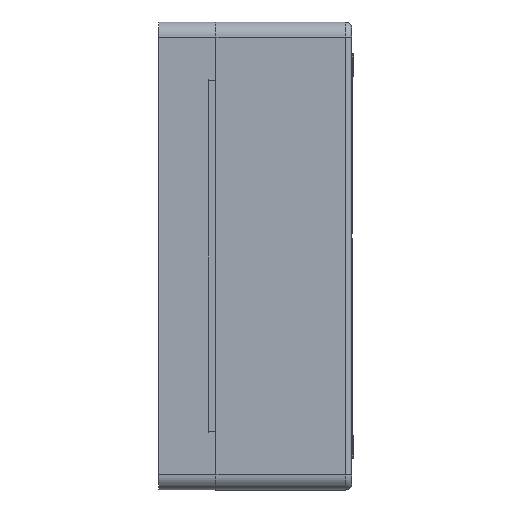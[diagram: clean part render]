
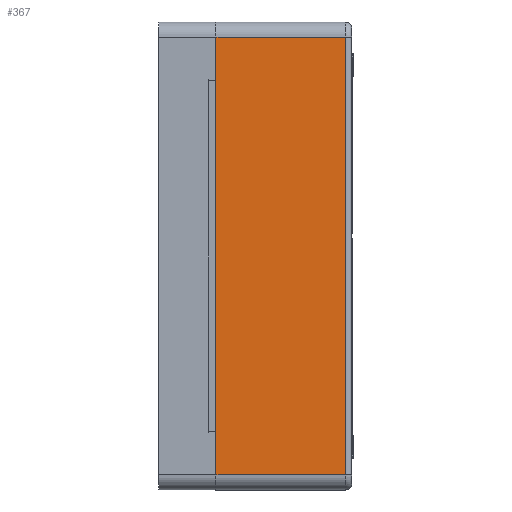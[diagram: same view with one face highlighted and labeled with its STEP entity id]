
A CAD part, left-side view. The second image highlights one B-rep face of the part: STEP entity #367.
In plain terms, the highlighted planar face has unit normal (-1, 0, 0).
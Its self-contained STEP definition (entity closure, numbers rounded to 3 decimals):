
#315 = DIRECTION ( 'NONE',  ( 0., 0., 1. ) ) ;
#367 = ADVANCED_FACE ( 'NONE', ( #66558 ), #59109, .T. ) ;
#4139 = DIRECTION ( 'NONE',  ( -1., 0., 0. ) ) ;
#4182 = EDGE_CURVE ( 'NONE', #47864, #5415, #11453, .T. ) ;
#4632 = CARTESIAN_POINT ( 'NONE',  ( -300., -90., 145. ) ) ;
#5415 = VERTEX_POINT ( 'NONE', #8623 ) ;
#7183 = DIRECTION ( 'NONE',  ( 0., -1., 0. ) ) ;
#8623 = CARTESIAN_POINT ( 'NONE',  ( -300., -86., -145. ) ) ;
#11177 = EDGE_CURVE ( 'NONE', #5415, #59160, #56714, .T. ) ;
#11453 = LINE ( 'NONE', #34559, #53569 ) ;
#15052 = ORIENTED_EDGE ( 'NONE', *, *, #11177, .T. ) ;
#18134 = VECTOR ( 'NONE', #315, 1000. ) ;
#23619 = DIRECTION ( 'NONE',  ( 0., 0., 1. ) ) ;
#23838 = VECTOR ( 'NONE', #48572, 1000. ) ;
#31756 = DIRECTION ( 'NONE',  ( 0., 0., 1. ) ) ;
#32446 = EDGE_CURVE ( 'NONE', #59160, #58865, #41951, .T. ) ;
#32660 = EDGE_LOOP ( 'NONE', ( #48771, #15052, #53912, #41804 ) ) ;
#32771 = LINE ( 'NONE', #60554, #18134 ) ;
#33165 = AXIS2_PLACEMENT_3D ( 'NONE', #64632, #4139, #31756 ) ;
#34559 = CARTESIAN_POINT ( 'NONE',  ( -300., -90., -145. ) ) ;
#36968 = VECTOR ( 'NONE', #23619, 1000. ) ;
#41185 = EDGE_CURVE ( 'NONE', #47864, #58865, #32771, .T. ) ;
#41804 = ORIENTED_EDGE ( 'NONE', *, *, #41185, .F. ) ;
#41951 = LINE ( 'NONE', #4632, #23838 ) ;
#43751 = CARTESIAN_POINT ( 'NONE',  ( -300., 0., -145. ) ) ;
#47864 = VERTEX_POINT ( 'NONE', #43751 ) ;
#48572 = DIRECTION ( 'NONE',  ( 0., 1., 0. ) ) ;
#48771 = ORIENTED_EDGE ( 'NONE', *, *, #4182, .T. ) ;
#51012 = CARTESIAN_POINT ( 'NONE',  ( -300., -86., 145. ) ) ;
#53569 = VECTOR ( 'NONE', #7183, 1000. ) ;
#53912 = ORIENTED_EDGE ( 'NONE', *, *, #32446, .T. ) ;
#56714 = LINE ( 'NONE', #51012, #36968 ) ;
#57240 = CARTESIAN_POINT ( 'NONE',  ( -300., 0., 145. ) ) ;
#58865 = VERTEX_POINT ( 'NONE', #57240 ) ;
#59109 = PLANE ( 'NONE',  #33165 ) ;
#59160 = VERTEX_POINT ( 'NONE', #70345 ) ;
#60554 = CARTESIAN_POINT ( 'NONE',  ( -300., 0., -155. ) ) ;
#64632 = CARTESIAN_POINT ( 'NONE',  ( -300., -90., -155. ) ) ;
#66558 = FACE_OUTER_BOUND ( 'NONE', #32660, .T. ) ;
#70345 = CARTESIAN_POINT ( 'NONE',  ( -300., -86., 145. ) ) ;
